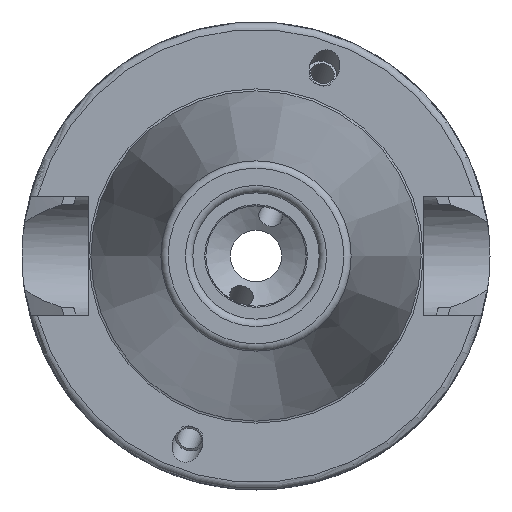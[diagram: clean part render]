
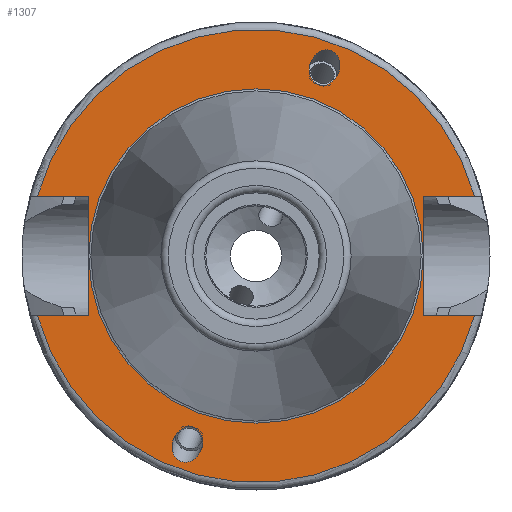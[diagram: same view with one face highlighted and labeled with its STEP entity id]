
A CAD part, left-side view. The second image highlights one B-rep face of the part: STEP entity #1307.
In plain terms, the highlighted planar face has unit normal (-1, 0, 0).
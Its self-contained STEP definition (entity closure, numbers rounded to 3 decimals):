
#50=ELLIPSE('',#1398,2.442,2.);
#59=ELLIPSE('',#1432,2.442,2.);
#72=FACE_BOUND('',#429,.T.);
#73=FACE_BOUND('',#430,.T.);
#74=FACE_BOUND('',#431,.T.);
#93=PLANE('',#1505);
#144=LINE('',#2321,#208);
#148=LINE('',#2329,#212);
#151=LINE('',#2349,#215);
#162=LINE('',#2449,#226);
#165=LINE('',#2470,#229);
#167=LINE('',#2473,#231);
#208=VECTOR('',#1778,10.);
#212=VECTOR('',#1784,10.);
#215=VECTOR('',#1789,10.);
#226=VECTOR('',#1844,10.);
#229=VECTOR('',#1849,10.);
#231=VECTOR('',#1853,10.);
#338=FACE_OUTER_BOUND('',#428,.T.);
#428=EDGE_LOOP('',(#1182,#1183,#1184,#1185,#1186,#1187,#1188,#1189));
#429=EDGE_LOOP('',(#1190));
#430=EDGE_LOOP('',(#1191));
#431=EDGE_LOOP('',(#1192));
#496=CIRCLE('',#1469,30.5);
#515=CIRCLE('',#1504,22.5);
#516=CIRCLE('',#1506,30.5);
#556=VERTEX_POINT('',#2104);
#577=VERTEX_POINT('',#2218);
#599=VERTEX_POINT('',#2309);
#600=VERTEX_POINT('',#2320);
#602=VERTEX_POINT('',#2326);
#603=VERTEX_POINT('',#2328);
#618=VERTEX_POINT('',#2409);
#625=VERTEX_POINT('',#2446);
#626=VERTEX_POINT('',#2448);
#630=VERTEX_POINT('',#2469);
#644=VERTEX_POINT('',#2521);
#698=EDGE_CURVE('',#556,#556,#50,.T.);
#732=EDGE_CURVE('',#577,#577,#59,.T.);
#760=EDGE_CURVE('',#600,#599,#144,.T.);
#764=EDGE_CURVE('',#603,#602,#148,.T.);
#769=EDGE_CURVE('',#602,#600,#151,.T.);
#789=EDGE_CURVE('',#603,#618,#496,.T.);
#799=EDGE_CURVE('',#626,#625,#162,.T.);
#804=EDGE_CURVE('',#630,#618,#165,.T.);
#806=EDGE_CURVE('',#625,#630,#167,.T.);
#830=EDGE_CURVE('',#644,#644,#515,.T.);
#831=EDGE_CURVE('',#626,#599,#516,.T.);
#1182=ORIENTED_EDGE('',*,*,#760,.T.);
#1183=ORIENTED_EDGE('',*,*,#831,.F.);
#1184=ORIENTED_EDGE('',*,*,#799,.T.);
#1185=ORIENTED_EDGE('',*,*,#806,.T.);
#1186=ORIENTED_EDGE('',*,*,#804,.T.);
#1187=ORIENTED_EDGE('',*,*,#789,.F.);
#1188=ORIENTED_EDGE('',*,*,#764,.T.);
#1189=ORIENTED_EDGE('',*,*,#769,.T.);
#1190=ORIENTED_EDGE('',*,*,#698,.T.);
#1191=ORIENTED_EDGE('',*,*,#732,.T.);
#1192=ORIENTED_EDGE('',*,*,#830,.T.);
#1307=ADVANCED_FACE('',(#338,#72,#73,#74),#93,.T.);
#1398=AXIS2_PLACEMENT_3D('',#2106,#1654,#1655);
#1432=AXIS2_PLACEMENT_3D('',#2220,#1732,#1733);
#1469=AXIS2_PLACEMENT_3D('',#2410,#1831,#1832);
#1504=AXIS2_PLACEMENT_3D('',#2523,#1918,#1919);
#1505=AXIS2_PLACEMENT_3D('',#2524,#1920,#1921);
#1506=AXIS2_PLACEMENT_3D('',#2525,#1922,#1923);
#1654=DIRECTION('center_axis',(1.,0.,0.));
#1655=DIRECTION('ref_axis',(0.,-0.342,0.94));
#1732=DIRECTION('center_axis',(1.,0.,0.));
#1733=DIRECTION('ref_axis',(0.,0.342,-0.94));
#1778=DIRECTION('',(0.,-1.,0.));
#1784=DIRECTION('',(0.,1.,0.));
#1789=DIRECTION('',(0.,0.,1.));
#1831=DIRECTION('center_axis',(1.,0.,0.));
#1832=DIRECTION('ref_axis',(0.,0.,-1.));
#1844=DIRECTION('',(0.,-1.,0.));
#1849=DIRECTION('',(0.,1.,0.));
#1853=DIRECTION('',(0.,0.,-1.));
#1918=DIRECTION('center_axis',(1.,0.,0.));
#1919=DIRECTION('ref_axis',(0.,0.,-1.));
#1920=DIRECTION('center_axis',(-1.,0.,0.));
#1921=DIRECTION('ref_axis',(0.,0.,1.));
#1922=DIRECTION('center_axis',(1.,0.,0.));
#1923=DIRECTION('ref_axis',(0.,0.,-1.));
#2104=CARTESIAN_POINT('',(2.,-8.399,23.077));
#2106=CARTESIAN_POINT('Origin',(2.,-9.235,25.372));
#2218=CARTESIAN_POINT('',(2.,8.399,-23.077));
#2220=CARTESIAN_POINT('Origin',(2.,9.235,-25.372));
#2309=CARTESIAN_POINT('',(2.,-29.418,8.05));
#2320=CARTESIAN_POINT('',(2.,-22.6,8.05));
#2321=CARTESIAN_POINT('',(2.,3.95,8.05));
#2326=CARTESIAN_POINT('',(2.,-22.6,-8.05));
#2328=CARTESIAN_POINT('',(2.,-29.418,-8.05));
#2329=CARTESIAN_POINT('',(2.,3.95,-8.05));
#2349=CARTESIAN_POINT('',(2.,-22.6,0.));
#2409=CARTESIAN_POINT('',(2.,29.418,-8.05));
#2410=CARTESIAN_POINT('Origin',(2.,0.,0.));
#2446=CARTESIAN_POINT('',(2.,22.6,8.05));
#2448=CARTESIAN_POINT('',(2.,29.418,8.05));
#2449=CARTESIAN_POINT('',(2.,26.55,8.05));
#2469=CARTESIAN_POINT('',(2.,22.6,-8.05));
#2470=CARTESIAN_POINT('',(2.,26.55,-8.05));
#2473=CARTESIAN_POINT('',(2.,22.6,0.));
#2521=CARTESIAN_POINT('',(2.,0.,22.5));
#2523=CARTESIAN_POINT('Origin',(2.,0.,0.));
#2524=CARTESIAN_POINT('Origin',(2.,30.5,0.));
#2525=CARTESIAN_POINT('Origin',(2.,0.,0.));
